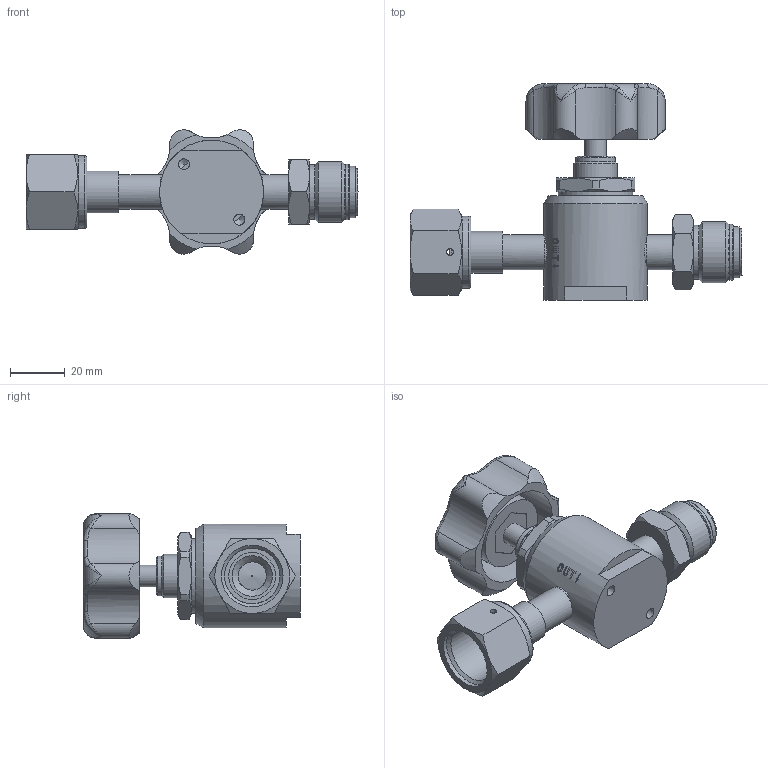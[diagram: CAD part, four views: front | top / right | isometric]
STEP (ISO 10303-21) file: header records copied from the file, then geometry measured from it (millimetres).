
FILE_DESCRIPTION(/* description */ (''),/* implementation_level */ '2;1');
FILE_NAME(/* name */ '970SSFS8MF.stp',/* time_stamp */ '2017-09-25T18:50:12+05:00',/* author */ ('PV00476129'),/* organization */ (''),/* preprocessor_version */ 'ST-DEVELOPER v16.1',/* originating_system */ 'Autodesk Inventor 2016',/* authorisation */ '');
FILE_SCHEMA (('AUTOMOTIVE_DESIGN { 1 0 10303 214 3 1 1 }'));
Length unit declared in the file: inch
Products named in the file (1): 970SSFS8MF
Bounding box: 121.08 x 78.99 x 45.35 mm (x, y, z)
Volume: 87981.7 mm3; surface area: 27662.5 mm2
Topology: 1 solids, 2 shells, 677 faces, 1706 edges, 1106 vertices
Faces by surface type: plane 436, cylinder 130, bspline 52, cone 46, torus 13
Full cylindrical faces by diameter (mm): 0.254 x2, 0.859 x1, 0.915 x1, 2.413 x2, 3.962 x2, 7.938 x1, 10.312 x2, 12.7 x2, 14.478 x1, 15.24 x1, 15.875 x1, 17.094 x2, 18.771 x1, 19.761 x1, 20.269 x1, 20.295 x1, 22.225 x1, 22.479 x1, 26.416 x1, 26.924 x1, 27.178 x1, 27.432 x1, 36.576 x1, 37.846 x1
Entity records: 24778 total; most frequent: CARTESIAN_POINT 8485, ORIENTED_EDGE 3260, DIRECTION 3027, EDGE_CURVE 1630, VERTEX_POINT 1089, LINE 1029, VECTOR 1029, AXIS2_PLACEMENT_3D 999
